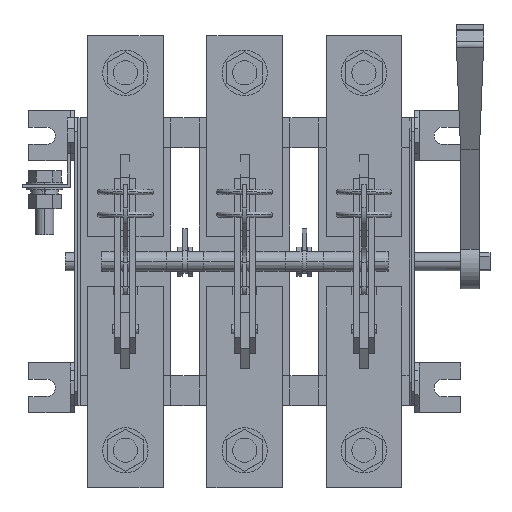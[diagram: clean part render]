
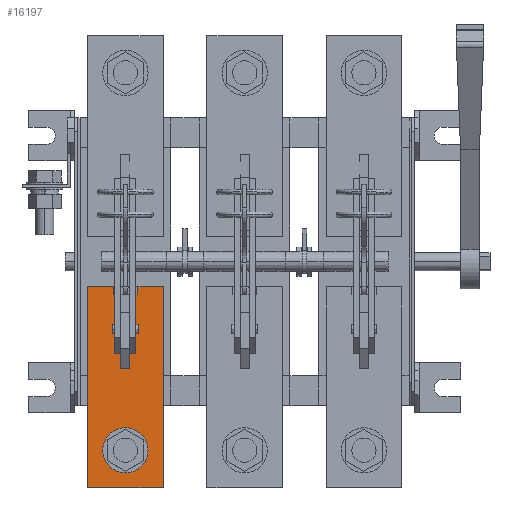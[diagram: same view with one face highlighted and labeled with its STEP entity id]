
A CAD part, top view. The second image highlights one B-rep face of the part: STEP entity #16197.
In plain terms, the highlighted planar face has unit normal (0, 0, 1).
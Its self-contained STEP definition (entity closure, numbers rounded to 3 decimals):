
#140 = VERTEX_POINT ( 'NONE', #24418 ) ;
#1023 = VECTOR ( 'NONE', #11193, 1000. ) ;
#2044 = VECTOR ( 'NONE', #27024, 1000. ) ;
#2071 = VECTOR ( 'NONE', #23010, 1000. ) ;
#3324 = CARTESIAN_POINT ( 'NONE',  ( -104., -16.75, 29.25 ) ) ;
#4519 = LINE ( 'NONE', #19412, #20594 ) ;
#4972 = AXIS2_PLACEMENT_3D ( 'NONE', #18673, #5556, #20853 ) ;
#5053 = AXIS2_PLACEMENT_3D ( 'NONE', #12092, #27136, #14265 ) ;
#5556 = DIRECTION ( 'NONE',  ( 0., 0., 1. ) ) ;
#5884 = LINE ( 'NONE', #12665, #22619 ) ;
#6297 = DIRECTION ( 'NONE',  ( 0., 1., 0. ) ) ;
#6464 = VERTEX_POINT ( 'NONE', #24468 ) ;
#7936 = DIRECTION ( 'NONE',  ( 0., 1., 0. ) ) ;
#7979 = LINE ( 'NONE', #3324, #2071 ) ;
#8162 = ORIENTED_EDGE ( 'NONE', *, *, #13261, .F. ) ;
#8176 = VERTEX_POINT ( 'NONE', #22649 ) ;
#8244 = DIRECTION ( 'NONE',  ( 1., 0., 0. ) ) ;
#8421 = ORIENTED_EDGE ( 'NONE', *, *, #13284, .F. ) ;
#8667 = VECTOR ( 'NONE', #14044, 1000. ) ;
#8699 = CIRCLE ( 'NONE', #4972, 9.15 ) ;
#8769 = ORIENTED_EDGE ( 'NONE', *, *, #13290, .T. ) ;
#8826 = ORIENTED_EDGE ( 'NONE', *, *, #13411, .T. ) ;
#9443 = CIRCLE ( 'NONE', #5053, 9.15 ) ;
#9564 = ORIENTED_EDGE ( 'NONE', *, *, #13481, .T. ) ;
#10474 = DIRECTION ( 'NONE',  ( 1., 0., 0. ) ) ;
#10619 = ORIENTED_EDGE ( 'NONE', *, *, #13608, .T. ) ;
#10864 = ORIENTED_EDGE ( 'NONE', *, *, #13645, .F. ) ;
#11193 = DIRECTION ( 'NONE',  ( -1., 0., 0. ) ) ;
#11203 = ORIENTED_EDGE ( 'NONE', *, *, #13781, .F. ) ;
#11210 = ORIENTED_EDGE ( 'NONE', *, *, #13815, .T. ) ;
#11452 = CARTESIAN_POINT ( 'NONE',  ( -76., -70.75, 29.25 ) ) ;
#11471 = VECTOR ( 'NONE', #19864, 1000. ) ;
#11678 = CARTESIAN_POINT ( 'NONE',  ( -54., -16.75, 29.25 ) ) ;
#11808 = VECTOR ( 'NONE', #7936, 1000. ) ;
#11869 = CARTESIAN_POINT ( 'NONE',  ( -76., -20.75, 29.25 ) ) ;
#11914 = ORIENTED_EDGE ( 'NONE', *, *, #13951, .T. ) ;
#12092 = CARTESIAN_POINT ( 'NONE',  ( -79., -125., 29.25 ) ) ;
#12665 = CARTESIAN_POINT ( 'NONE',  ( -104., -149.75, 29.25 ) ) ;
#13261 = EDGE_CURVE ( 'NONE', #23943, #24741, #9443, .T. ) ;
#13284 = EDGE_CURVE ( 'NONE', #24741, #23943, #8699, .T. ) ;
#13290 = EDGE_CURVE ( 'NONE', #25769, #8176, #7979, .T. ) ;
#13411 = EDGE_CURVE ( 'NONE', #8176, #140, #5884, .T. ) ;
#13481 = EDGE_CURVE ( 'NONE', #140, #16052, #4519, .T. ) ;
#13608 = EDGE_CURVE ( 'NONE', #16052, #25769, #24306, .T. ) ;
#13645 = EDGE_CURVE ( 'NONE', #6464, #17687, #22942, .T. ) ;
#13781 = EDGE_CURVE ( 'NONE', #26523, #6464, #20241, .T. ) ;
#13815 = EDGE_CURVE ( 'NONE', #26523, #15177, #25340, .T. ) ;
#13951 = EDGE_CURVE ( 'NONE', #15177, #17687, #26962, .T. ) ;
#14044 = DIRECTION ( 'NONE',  ( 0., 1., 0. ) ) ;
#14265 = DIRECTION ( 'NONE',  ( -1., 0., 0. ) ) ;
#14357 = FACE_BOUND ( 'NONE', #17910, .T. ) ;
#15177 = VERTEX_POINT ( 'NONE', #27482 ) ;
#16052 = VERTEX_POINT ( 'NONE', #11678 ) ;
#16197 = ADVANCED_FACE ( 'NONE', ( #14357, #25179, #25843 ), #21322, .T. ) ;
#16687 = CARTESIAN_POINT ( 'NONE',  ( -82., -20.75, 29.25 ) ) ;
#17687 = VERTEX_POINT ( 'NONE', #16687 ) ;
#17840 = CARTESIAN_POINT ( 'NONE',  ( -76., -20.75, 29.25 ) ) ;
#17910 = EDGE_LOOP ( 'NONE', ( #8162, #8421 ) ) ;
#18472 = CARTESIAN_POINT ( 'NONE',  ( -76., -70.75, 29.25 ) ) ;
#18673 = CARTESIAN_POINT ( 'NONE',  ( -79., -125., 29.25 ) ) ;
#19114 = CARTESIAN_POINT ( 'NONE',  ( -79., 0., 29.25 ) ) ;
#19412 = CARTESIAN_POINT ( 'NONE',  ( -54., -16.75, 29.25 ) ) ;
#19864 = DIRECTION ( 'NONE',  ( -1., 0., 0. ) ) ;
#20241 = LINE ( 'NONE', #11869, #8667 ) ;
#20594 = VECTOR ( 'NONE', #6297, 1000. ) ;
#20853 = DIRECTION ( 'NONE',  ( -1., 0., 0. ) ) ;
#21096 = CARTESIAN_POINT ( 'NONE',  ( -104., -16.75, 29.25 ) ) ;
#21109 = CARTESIAN_POINT ( 'NONE',  ( -82., -20.75, 29.25 ) ) ;
#21322 = PLANE ( 'NONE',  #22466 ) ;
#22466 = AXIS2_PLACEMENT_3D ( 'NONE', #19114, #23372, #8244 ) ;
#22507 = CARTESIAN_POINT ( 'NONE',  ( -69.85, -125., 29.25 ) ) ;
#22619 = VECTOR ( 'NONE', #10474, 1000. ) ;
#22649 = CARTESIAN_POINT ( 'NONE',  ( -104., -149.75, 29.25 ) ) ;
#22942 = LINE ( 'NONE', #17840, #11471 ) ;
#23010 = DIRECTION ( 'NONE',  ( 0., -1., 0. ) ) ;
#23372 = DIRECTION ( 'NONE',  ( 0., 0., 1. ) ) ;
#23397 = CARTESIAN_POINT ( 'NONE',  ( -88.15, -125., 29.25 ) ) ;
#23943 = VERTEX_POINT ( 'NONE', #22507 ) ;
#24123 = CARTESIAN_POINT ( 'NONE',  ( -104., -16.75, 29.25 ) ) ;
#24306 = LINE ( 'NONE', #24123, #1023 ) ;
#24418 = CARTESIAN_POINT ( 'NONE',  ( -54., -149.75, 29.25 ) ) ;
#24468 = CARTESIAN_POINT ( 'NONE',  ( -76., -20.75, 29.25 ) ) ;
#24741 = VERTEX_POINT ( 'NONE', #23397 ) ;
#25179 = FACE_OUTER_BOUND ( 'NONE', #25685, .T. ) ;
#25340 = LINE ( 'NONE', #18472, #2044 ) ;
#25685 = EDGE_LOOP ( 'NONE', ( #8769, #8826, #9564, #10619 ) ) ;
#25769 = VERTEX_POINT ( 'NONE', #21096 ) ;
#25843 = FACE_BOUND ( 'NONE', #26267, .T. ) ;
#26267 = EDGE_LOOP ( 'NONE', ( #10864, #11203, #11210, #11914 ) ) ;
#26523 = VERTEX_POINT ( 'NONE', #11452 ) ;
#26962 = LINE ( 'NONE', #21109, #11808 ) ;
#27024 = DIRECTION ( 'NONE',  ( -1., 0., 0. ) ) ;
#27136 = DIRECTION ( 'NONE',  ( 0., 0., 1. ) ) ;
#27482 = CARTESIAN_POINT ( 'NONE',  ( -82., -70.75, 29.25 ) ) ;
